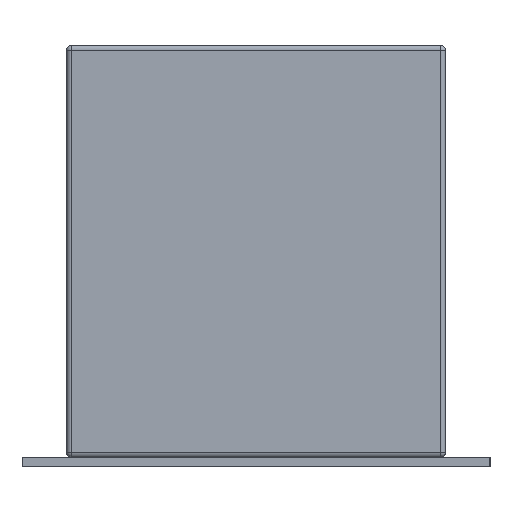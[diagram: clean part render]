
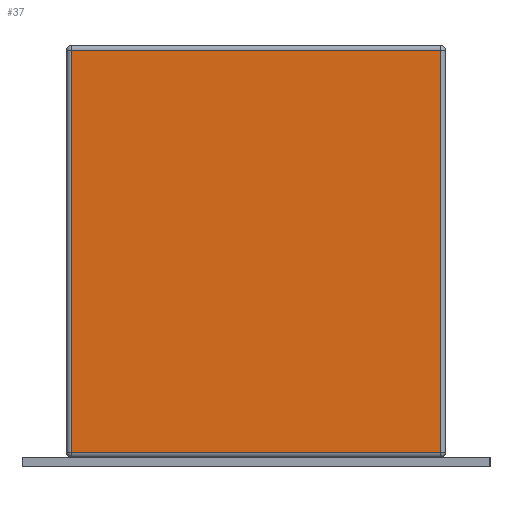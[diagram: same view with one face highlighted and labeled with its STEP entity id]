
A CAD part, left-side view. The second image highlights one B-rep face of the part: STEP entity #37.
In plain terms, the highlighted planar face has unit normal (-1, 0, 0).
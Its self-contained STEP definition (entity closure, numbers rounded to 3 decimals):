
#18 = VERTEX_POINT ( 'NONE', #691 ) ;
#19 = ORIENTED_EDGE ( 'NONE', *, *, #21, .T. ) ;
#21 = EDGE_CURVE ( 'NONE', #18, #33, #674, .T. ) ;
#24 = ORIENTED_EDGE ( 'NONE', *, *, #25, .T. ) ;
#25 = EDGE_CURVE ( 'NONE', #27, #18, #717, .T. ) ;
#26 = EDGE_CURVE ( 'NONE', #3320, #27, #713, .T. ) ;
#27 = VERTEX_POINT ( 'NONE', #712 ) ;
#31 = ORIENTED_EDGE ( 'NONE', *, *, #35, .T. ) ;
#33 = VERTEX_POINT ( 'NONE', #719 ) ;
#34 = ORIENTED_EDGE ( 'NONE', *, *, #26, .T. ) ;
#35 = EDGE_CURVE ( 'NONE', #33, #3320, #711, .T. ) ;
#37 = ADVANCED_FACE ( 'NONE', ( #758 ), #756, .T. ) ;
#673 = CARTESIAN_POINT ( 'NONE',  ( -0.8, 0.405, 0.86 ) ) ;
#674 = LINE ( 'NONE', #673, #725 ) ;
#691 = CARTESIAN_POINT ( 'NONE',  ( -0.8, -0.395, 0.86 ) ) ;
#696 = DIRECTION ( 'NONE',  ( 0., 0., -1. ) ) ;
#697 = VECTOR ( 'NONE', #696, 1000. ) ;
#698 = CARTESIAN_POINT ( 'NONE',  ( -0.8, 0.395, -0.01 ) ) ;
#708 = DIRECTION ( 'NONE',  ( 0., -1., 0. ) ) ;
#709 = VECTOR ( 'NONE', #708, 1000. ) ;
#710 = CARTESIAN_POINT ( 'NONE',  ( -0.8, -0.405, 0. ) ) ;
#711 = LINE ( 'NONE', #698, #697 ) ;
#712 = CARTESIAN_POINT ( 'NONE',  ( -0.8, -0.395, 0. ) ) ;
#713 = LINE ( 'NONE', #710, #709 ) ;
#714 = DIRECTION ( 'NONE',  ( 0., 0., 1. ) ) ;
#715 = VECTOR ( 'NONE', #714, 1000. ) ;
#716 = CARTESIAN_POINT ( 'NONE',  ( -0.8, -0.395, -0.01 ) ) ;
#717 = LINE ( 'NONE', #716, #715 ) ;
#718 = CARTESIAN_POINT ( 'NONE',  ( -0.8, 0.405, -0.01 ) ) ;
#719 = CARTESIAN_POINT ( 'NONE',  ( -0.8, 0.395, 0.86 ) ) ;
#720 = AXIS2_PLACEMENT_3D ( 'NONE', #718, #741, #740 ) ;
#724 = DIRECTION ( 'NONE',  ( 0., 1., 0. ) ) ;
#725 = VECTOR ( 'NONE', #724, 1000. ) ;
#740 = DIRECTION ( 'NONE',  ( 0., -1., 0. ) ) ;
#741 = DIRECTION ( 'NONE',  ( -1., 0., 0. ) ) ;
#756 = PLANE ( 'NONE',  #720 ) ;
#758 = FACE_OUTER_BOUND ( 'NONE', #3315, .T. ) ;
#3014 = CARTESIAN_POINT ( 'NONE',  ( -0.8, 0.395, 0. ) ) ;
#3315 = EDGE_LOOP ( 'NONE', ( #31, #34, #24, #19 ) ) ;
#3320 = VERTEX_POINT ( 'NONE', #3014 ) ;
